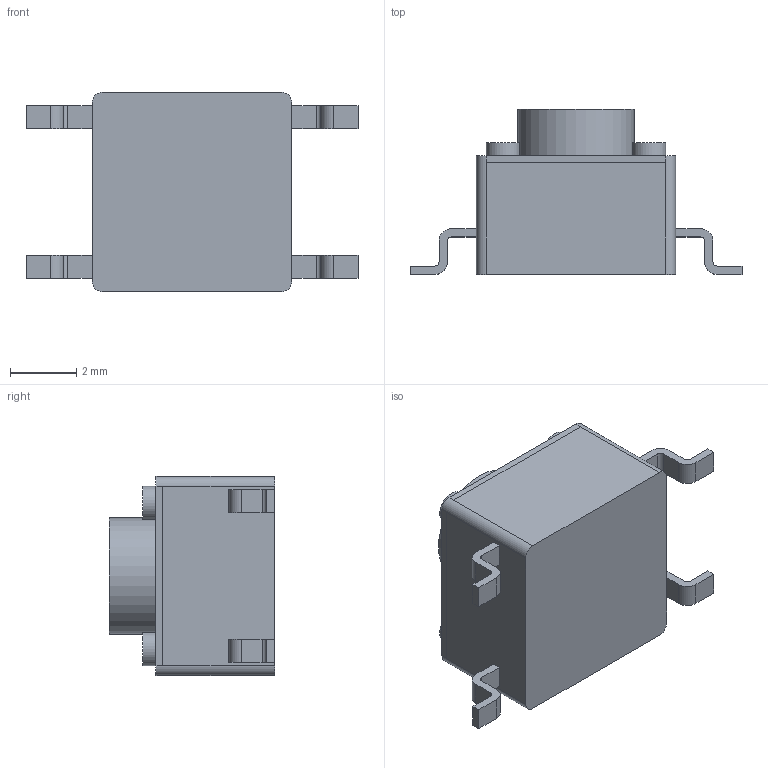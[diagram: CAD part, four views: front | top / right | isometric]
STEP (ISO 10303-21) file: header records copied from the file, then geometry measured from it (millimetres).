
FILE_DESCRIPTION(/* description */ (''),/* implementation_level */ '2;1');
FILE_NAME(/* name */ 'User_Library-FSM4JSMATR_-_TE_Connectivity_-_SPST_6mm_Tactile_Switch_ipt_c4ae30b4.STEP',/* time_stamp */ '2024-05-28T16:08:13+01:00',/* author */ ('rlndo'),/* organization */ (''),/* preprocessor_version */ 'ST-DEVELOPER v16.13',/* originating_system */ 'Autodesk Inventor 2018',/* authorisation */ '');
FILE_SCHEMA (('AUTOMOTIVE_DESIGN { 1 0 10303 214 3 1 1 }'));
Length unit declared in the file: millimetre
Products named in the file (1): User_Library-FSM4JSMATR_-_TE_Connectivity_-_SPST_6mm_Tactile_Switch
Bounding box: 10 x 4.97 x 6 mm (x, y, z)
Volume: 145 mm3; surface area: 198.2 mm2
Topology: 1 solids, 1 shells, 76 faces, 195 edges, 130 vertices
Faces by surface type: plane 51, cylinder 25
Full cylindrical faces by diameter (mm): 1 x4, 3.5 x1
Entity records: 2441 total; most frequent: CARTESIAN_POINT 397, DIRECTION 394, ORIENTED_EDGE 380, EDGE_CURVE 190, LINE 140, VECTOR 140, VERTEX_POINT 130, AXIS2_PLACEMENT_3D 127
